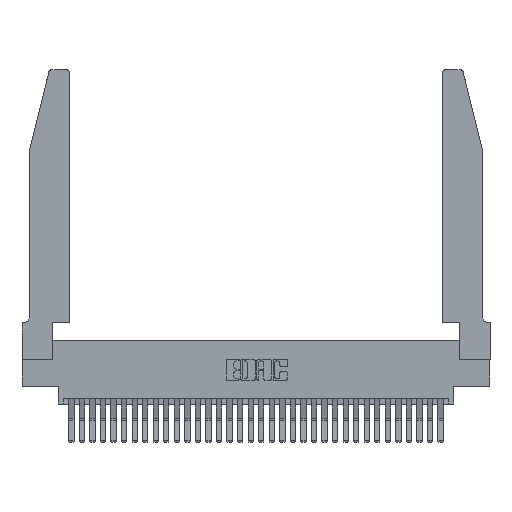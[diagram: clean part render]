
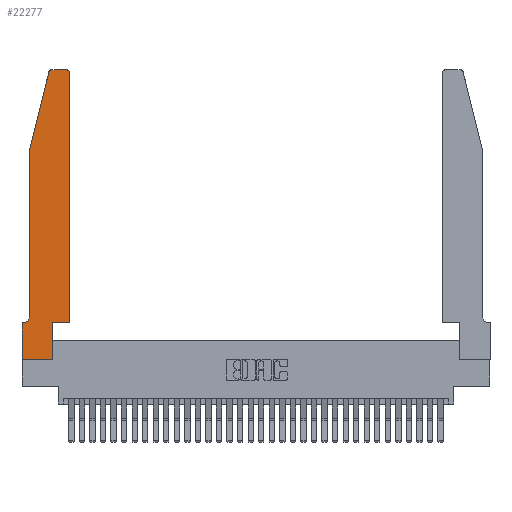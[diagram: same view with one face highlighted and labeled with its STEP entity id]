
A CAD part, top view. The second image highlights one B-rep face of the part: STEP entity #22277.
In plain terms, the highlighted planar face has unit normal (0, 0, 1).
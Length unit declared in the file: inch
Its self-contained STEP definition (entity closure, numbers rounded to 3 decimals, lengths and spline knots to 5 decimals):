
#302 = CIRCLE ( 'NONE', #433, 0.07 ) ;
#395 = ORIENTED_EDGE ( 'NONE', *, *, #2303, .T. ) ;
#433 = AXIS2_PLACEMENT_3D ( 'NONE', #32437, #16724, #19596 ) ;
#464 = CARTESIAN_POINT ( 'NONE',  ( 0.2865, 0., 0.37 ) ) ;
#664 = CARTESIAN_POINT ( 'NONE',  ( 0.2865, 0.35, 0.37 ) ) ;
#834 = CARTESIAN_POINT ( 'NONE',  ( 0.0755, 2., 0.37 ) ) ;
#1066 = EDGE_CURVE ( 'NONE', #32151, #27082, #32040, .T. ) ;
#1120 = VERTEX_POINT ( 'NONE', #19801 ) ;
#1793 = DIRECTION ( 'NONE',  ( 0., -1., 0. ) ) ;
#1911 = EDGE_CURVE ( 'NONE', #26683, #1120, #302, .T. ) ;
#1931 = LINE ( 'NONE', #834, #30758 ) ;
#2085 = DIRECTION ( 'NONE',  ( 0., 1., 0. ) ) ;
#2258 = EDGE_CURVE ( 'NONE', #1120, #19948, #10617, .T. ) ;
#2303 = EDGE_CURVE ( 'NONE', #19948, #33570, #22580, .T. ) ;
#3216 = ORIENTED_EDGE ( 'NONE', *, *, #10368, .T. ) ;
#3433 = EDGE_CURVE ( 'NONE', #5125, #31455, #13813, .T. ) ;
#3445 = VERTEX_POINT ( 'NONE', #28254 ) ;
#3661 = VECTOR ( 'NONE', #26024, 39.37008 ) ;
#3762 = DIRECTION ( 'NONE',  ( 1., 0., 0. ) ) ;
#4686 = CARTESIAN_POINT ( 'NONE',  ( 0.0755, 0.35, 0.37 ) ) ;
#5125 = VERTEX_POINT ( 'NONE', #16279 ) ;
#5771 = EDGE_CURVE ( 'NONE', #3445, #32151, #27216, .T. ) ;
#6515 = ORIENTED_EDGE ( 'NONE', *, *, #2258, .T. ) ;
#6801 = VECTOR ( 'NONE', #2085, 39.37008 ) ;
#7366 = CARTESIAN_POINT ( 'NONE',  ( 0.0755, 2., 0.37 ) ) ;
#7760 = CARTESIAN_POINT ( 'NONE',  ( 0.4505, 2.72, 0.37 ) ) ;
#8134 = ORIENTED_EDGE ( 'NONE', *, *, #23222, .T. ) ;
#8744 = CARTESIAN_POINT ( 'NONE',  ( 0., 0.35, 0.37 ) ) ;
#8985 = PLANE ( 'NONE',  #25050 ) ;
#9737 = CARTESIAN_POINT ( 'NONE',  ( 0., 0., 0.37 ) ) ;
#10368 = EDGE_CURVE ( 'NONE', #19586, #26683, #1931, .T. ) ;
#10617 = LINE ( 'NONE', #4686, #15580 ) ;
#10718 = ORIENTED_EDGE ( 'NONE', *, *, #1911, .T. ) ;
#11037 = ORIENTED_EDGE ( 'NONE', *, *, #5771, .T. ) ;
#11990 = VECTOR ( 'NONE', #19179, 39.37008 ) ;
#12079 = DIRECTION ( 'NONE',  ( 0., 0., 1. ) ) ;
#12774 = ORIENTED_EDGE ( 'NONE', *, *, #16729, .T. ) ;
#12945 = ORIENTED_EDGE ( 'NONE', *, *, #23300, .T. ) ;
#13689 = ORIENTED_EDGE ( 'NONE', *, *, #15668, .T. ) ;
#13770 = CARTESIAN_POINT ( 'NONE',  ( 0., 0., 0.37 ) ) ;
#13813 = LINE ( 'NONE', #14897, #6801 ) ;
#14388 = DIRECTION ( 'NONE',  ( 1., 0., 0. ) ) ;
#14694 = EDGE_CURVE ( 'NONE', #31542, #16363, #32901, .T. ) ;
#14897 = CARTESIAN_POINT ( 'NONE',  ( 0.4505, 0.35, 0.37 ) ) ;
#15580 = VECTOR ( 'NONE', #17620, 39.37008 ) ;
#15668 = EDGE_CURVE ( 'NONE', #16363, #5125, #26641, .T. ) ;
#16279 = CARTESIAN_POINT ( 'NONE',  ( 0.4505, 0.35, 0.37 ) ) ;
#16355 = ORIENTED_EDGE ( 'NONE', *, *, #3433, .T. ) ;
#16363 = VERTEX_POINT ( 'NONE', #22263 ) ;
#16451 = CARTESIAN_POINT ( 'NONE',  ( 0.0755, 0.42, 0.37 ) ) ;
#16724 = DIRECTION ( 'NONE',  ( 0., 0., -1. ) ) ;
#16729 = EDGE_CURVE ( 'NONE', #31455, #3445, #32731, .T. ) ;
#16777 = DIRECTION ( 'NONE',  ( 0., -1., 0. ) ) ;
#17338 = CARTESIAN_POINT ( 'NONE',  ( 0.4505, 0.35, 0.37 ) ) ;
#17481 = DIRECTION ( 'NONE',  ( -1., 0., 0. ) ) ;
#17620 = DIRECTION ( 'NONE',  ( -1., 0., 0. ) ) ;
#17793 = LINE ( 'NONE', #7366, #29267 ) ;
#18768 = ORIENTED_EDGE ( 'NONE', *, *, #1066, .T. ) ;
#19007 = CARTESIAN_POINT ( 'NONE',  ( 0.284, 2.75, 0.37 ) ) ;
#19179 = DIRECTION ( 'NONE',  ( 1., 0., 0. ) ) ;
#19386 = DIRECTION ( 'NONE',  ( 0., 0., 1. ) ) ;
#19438 = CARTESIAN_POINT ( 'NONE',  ( 0.4205, 2.72, 0.37 ) ) ;
#19440 = CARTESIAN_POINT ( 'NONE',  ( 0.284, 2.72, 0.37 ) ) ;
#19586 = VERTEX_POINT ( 'NONE', #24960 ) ;
#19596 = DIRECTION ( 'NONE',  ( -1., 0., 0. ) ) ;
#19801 = CARTESIAN_POINT ( 'NONE',  ( 0.0055, 0.35, 0.37 ) ) ;
#19948 = VERTEX_POINT ( 'NONE', #20487 ) ;
#20074 = DIRECTION ( 'NONE',  ( 1., 0., 0. ) ) ;
#20487 = CARTESIAN_POINT ( 'NONE',  ( 0., 0.35, 0.37 ) ) ;
#20803 = EDGE_LOOP ( 'NONE', ( #11037, #18768, #8134, #3216, #10718, #6515, #395, #12945, #28037, #13689, #16355, #12774 ) ) ;
#21753 = CARTESIAN_POINT ( 'NONE',  ( 0., 0., 0.37 ) ) ;
#21904 = DIRECTION ( 'NONE',  ( 1., 0., 0. ) ) ;
#22263 = CARTESIAN_POINT ( 'NONE',  ( 0.2865, 0.35, 0.37 ) ) ;
#22277 = ADVANCED_FACE ( 'NONE', ( #29586 ), #8985, .T. ) ;
#22580 = LINE ( 'NONE', #9737, #23388 ) ;
#23222 = EDGE_CURVE ( 'NONE', #27082, #19586, #17793, .T. ) ;
#23300 = EDGE_CURVE ( 'NONE', #33570, #31542, #30096, .T. ) ;
#23388 = VECTOR ( 'NONE', #1793, 39.37008 ) ;
#24960 = CARTESIAN_POINT ( 'NONE',  ( 0.0755, 2., 0.37 ) ) ;
#25050 = AXIS2_PLACEMENT_3D ( 'NONE', #8744, #19386, #21904 ) ;
#26024 = DIRECTION ( 'NONE',  ( 0., 1., 0. ) ) ;
#26541 = DIRECTION ( 'NONE',  ( -0.239, -0.971, 0. ) ) ;
#26641 = LINE ( 'NONE', #17338, #29541 ) ;
#26679 = AXIS2_PLACEMENT_3D ( 'NONE', #19440, #30157, #14388 ) ;
#26683 = VERTEX_POINT ( 'NONE', #16451 ) ;
#26789 = AXIS2_PLACEMENT_3D ( 'NONE', #19438, #12079, #3762 ) ;
#27082 = VERTEX_POINT ( 'NONE', #33350 ) ;
#27216 = LINE ( 'NONE', #33288, #31370 ) ;
#28037 = ORIENTED_EDGE ( 'NONE', *, *, #14694, .T. ) ;
#28254 = CARTESIAN_POINT ( 'NONE',  ( 0.4205, 2.75, 0.37 ) ) ;
#29267 = VECTOR ( 'NONE', #26541, 39.37008 ) ;
#29541 = VECTOR ( 'NONE', #20074, 39.37008 ) ;
#29586 = FACE_OUTER_BOUND ( 'NONE', #20803, .T. ) ;
#30096 = LINE ( 'NONE', #13770, #11990 ) ;
#30157 = DIRECTION ( 'NONE',  ( 0., 0., 1. ) ) ;
#30758 = VECTOR ( 'NONE', #16777, 39.37008 ) ;
#31370 = VECTOR ( 'NONE', #17481, 39.37008 ) ;
#31455 = VERTEX_POINT ( 'NONE', #7760 ) ;
#31542 = VERTEX_POINT ( 'NONE', #464 ) ;
#32040 = CIRCLE ( 'NONE', #26679, 0.03 ) ;
#32151 = VERTEX_POINT ( 'NONE', #19007 ) ;
#32437 = CARTESIAN_POINT ( 'NONE',  ( 0.0055, 0.42, 0.37 ) ) ;
#32731 = CIRCLE ( 'NONE', #26789, 0.03 ) ;
#32901 = LINE ( 'NONE', #664, #3661 ) ;
#33288 = CARTESIAN_POINT ( 'NONE',  ( 0.2605, 2.75, 0.37 ) ) ;
#33350 = CARTESIAN_POINT ( 'NONE',  ( 0.25487, 2.72718, 0.37 ) ) ;
#33570 = VERTEX_POINT ( 'NONE', #21753 ) ;
